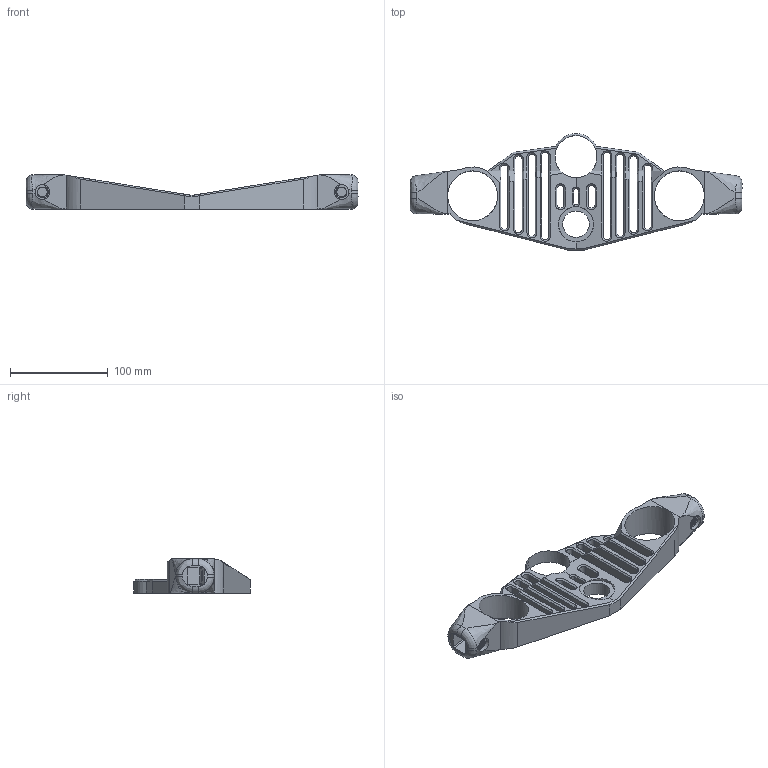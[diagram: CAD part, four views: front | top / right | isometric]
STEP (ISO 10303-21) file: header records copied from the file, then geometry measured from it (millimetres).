
FILE_DESCRIPTION (( 'STEP AP203' ), '1' );
FILE_NAME ('té step curve.STEP', '2020-01-20T01:18:31', ( '' ), ( '' ), 'SwSTEP 2.0', 'SolidWorks 2019', '' );
FILE_SCHEMA (( 'CONFIG_CONTROL_DESIGN' ));
Products named in the file (1): té step curve
Bounding box: 338.89 x 118.91 x 35 mm (x, y, z)
Volume: 280432.4 mm3; surface area: 91868.2 mm2
Topology: 1 solids, 1 shells, 245 faces, 656 edges, 405 vertices
Faces by surface type: plane 131, cylinder 57, bspline 48, cone 9
Full cylindrical faces by diameter (mm): 15 x2, 27 x1, 43 x1, 51 x2
Entity records: 25458 total; most frequent: CARTESIAN_POINT 19843, ORIENTED_EDGE 1294, DIRECTION 935, EDGE_CURVE 647, VERTEX_POINT 402, VECTOR 363, LINE 363, AXIS2_PLACEMENT_3D 286
